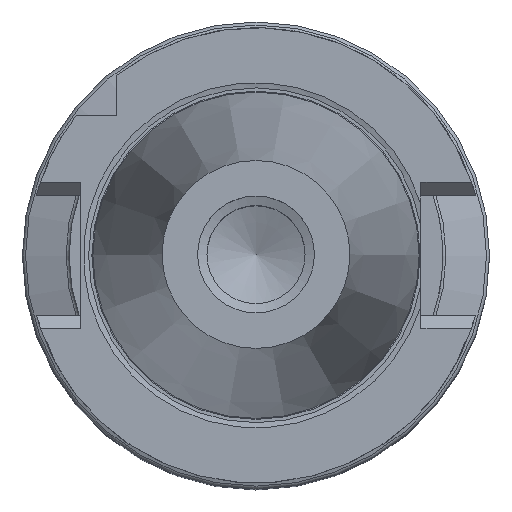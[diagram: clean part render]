
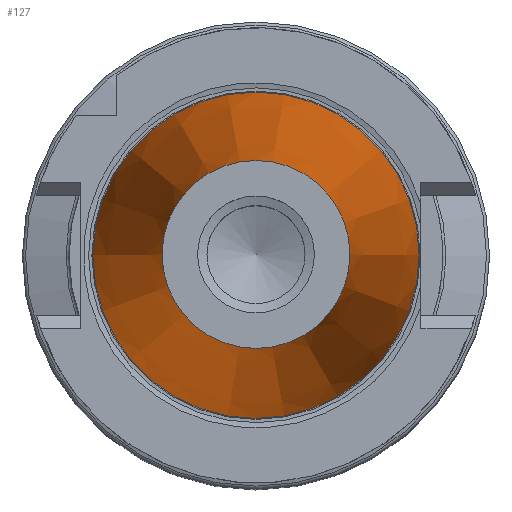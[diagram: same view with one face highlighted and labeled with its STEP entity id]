
A CAD part, top view. The second image highlights one B-rep face of the part: STEP entity #127.
In plain terms, the highlighted conical face has half-angle 8.298 degrees and reference radius 20.107 mm.
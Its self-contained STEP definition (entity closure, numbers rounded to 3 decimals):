
#56=CONICAL_SURFACE('',#1023,20.107,8.298);
#92=FACE_BOUND('',#256,.T.);
#93=FACE_BOUND('',#257,.T.);
#127=ADVANCED_FACE('',(#92,#93),#56,.T.);
#256=EDGE_LOOP('',(#387));
#257=EDGE_LOOP('',(#388));
#330=CIRCLE('',#1017,34.925);
#332=CIRCLE('',#1021,20.107);
#387=ORIENTED_EDGE('',*,*,#739,.T.);
#388=ORIENTED_EDGE('',*,*,#737,.F.);
#644=VERTEX_POINT('',#1442);
#646=VERTEX_POINT('',#1448);
#737=EDGE_CURVE('',#644,#644,#330,.T.);
#739=EDGE_CURVE('',#646,#646,#332,.T.);
#1017=AXIS2_PLACEMENT_3D('',#1441,#1148,#1149);
#1021=AXIS2_PLACEMENT_3D('',#1447,#1156,#1157);
#1023=AXIS2_PLACEMENT_3D('',#1450,#1160,#1161);
#1148=DIRECTION('',(0.,0.,-1.));
#1149=DIRECTION('',(-1.,0.,0.));
#1156=DIRECTION('',(0.,0.,-1.));
#1157=DIRECTION('',(-1.,0.,0.));
#1160=DIRECTION('',(0.,0.,-1.));
#1161=DIRECTION('',(-1.,0.,0.));
#1441=CARTESIAN_POINT('',(0.,0.,0.));
#1442=CARTESIAN_POINT('',(-34.925,0.,0.));
#1447=CARTESIAN_POINT('',(0.,0.,101.6));
#1448=CARTESIAN_POINT('',(-20.107,0.,101.6));
#1450=CARTESIAN_POINT('',(0.,0.,101.6));
